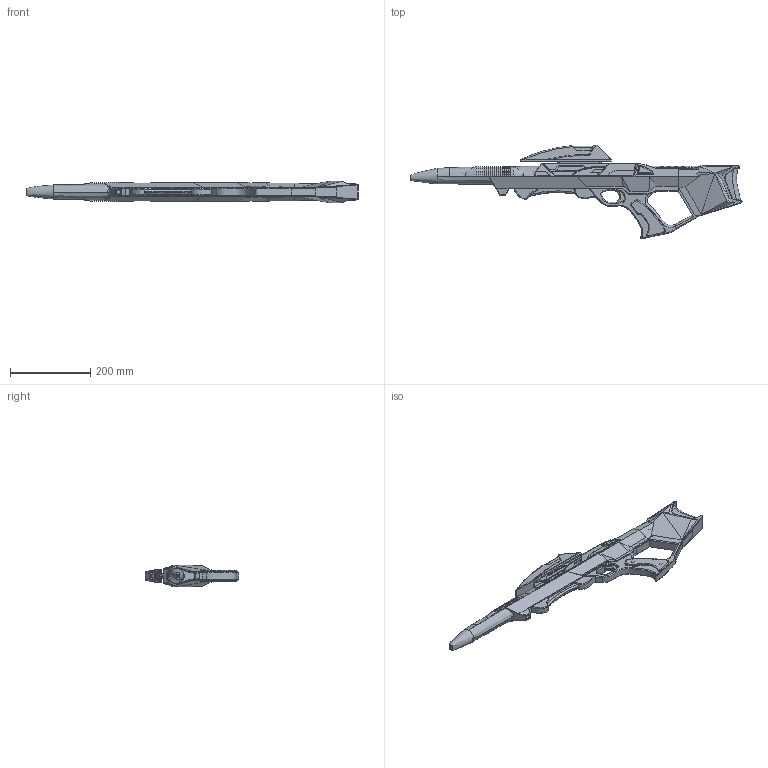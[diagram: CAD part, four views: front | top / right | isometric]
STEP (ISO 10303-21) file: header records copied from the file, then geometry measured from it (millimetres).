
FILE_DESCRIPTION(/* description */ ('STEP AP242','CAx-IF Rec.Pracs.---Representation and Presentation of Product Manufacturing Information (PMI)---4.0---2014-10-13','CAx-IF Rec.Pracs.---3D Tessellated Geometry---0.4---2014-09-14','2;1'),/* implementation_level */ '2;1');
FILE_NAME(/* name */ '68c6dd8affdc9245e7ac6e18',/* time_stamp */ '2025-09-14T15:21:48Z',/* author */ (''),/* organization */ (''),/* preprocessor_version */ 'ST-DEVELOPER v20',/* originating_system */ 'ONSHAPE BY PTC INC, 1.203',/* authorisation */ ' ');
FILE_SCHEMA (('AP242_MANAGED_MODEL_BASED_3D_ENGINEERING_MIM_LF { 1 0 10303 442 1 1 4 }'));
Products named in the file (41): Pistol Grip - Gray; Grip Fix; Handle Base Top Inner Part - Gray; Trigger - Black; Front HandleUpperPart - Black; Handle-Grip Left; Pin-HandleGrip 1; Pin-HandleGrip 2; Stock-Inner-Part  - Gray; Stock-Base - Gray; Shoulder-Pad - Black; Handle Base Top inner Part 2  - Gray; BaseUpperBlock - Gray; GunBarrel (upper) - Black; GunBarrel (lower) - Black; Nozzle  - Black; Base Upper Block with Buttons - Gray; Shoulder-Pad-Left - Gray; Shoulder-Pad-Right - Gray; Handle-Grip-Right - Black; Side Pannel left - Gray; Side Pannel Right - Gray; FrontGrip3 - Gray; FrontGrip1 - Gray; FrontGrip2 - Black; Upper Grip - Black; SidePannel 2 L - Gray; SidePannel 1 L - Gray; SidePannel 1 R - Gray; SidePannel 3 L - Gray; SidePannel 2 R - Gray; SidePannel 3 R - Gray; ScopeHolder - Gray; ScopeBody - Gray; ScopeInlay - Orange; Pin 1 for Scope - Gray; Pin 2 for Scope - Gray; Button Left - White; Buitton Right - White; Indicator Bar - Clear ...
Bounding box: 828.17 x 233.21 x 54.63 mm (x, y, z)
Volume: 1939781.2 mm3; surface area: 539961.3 mm2
Topology: 41 solids, 41 shells, 1432 faces, 3537 edges, 2219 vertices
Faces by surface type: plane 864, cylinder 312, bspline 113, cone 60, torus 49, sphere 34
Full cylindrical faces by diameter (mm): 3 x1, 3.3 x1, 4 x4, 5.069 x1, 7.387 x1, 8 x22, 8.2 x18, 8.84 x1, 9.04 x2, 10 x1, 10.2 x1, 13 x2
Entity records: 53175 total; most frequent: CARTESIAN_POINT 19150, ORIENTED_EDGE 6780, DIRECTION 6656, EDGE_CURVE 3390, LINE 2336, VECTOR 2336, VERTEX_POINT 2198, AXIS2_PLACEMENT_3D 2160
